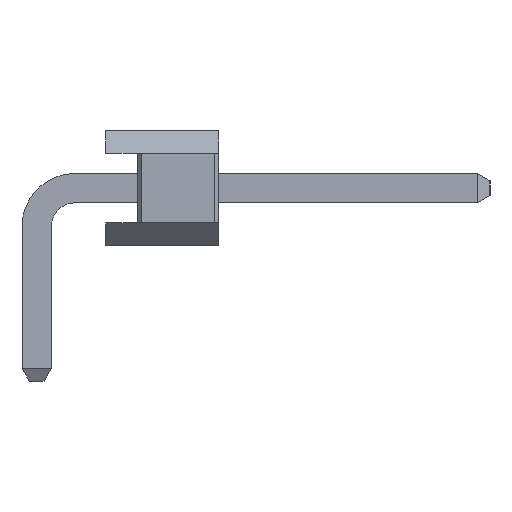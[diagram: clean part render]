
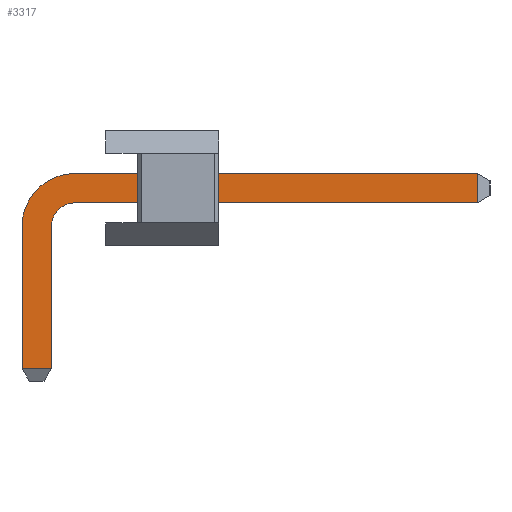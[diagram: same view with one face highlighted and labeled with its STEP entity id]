
A CAD part, left-side view. The second image highlights one B-rep face of the part: STEP entity #3317.
In plain terms, the highlighted planar face has unit normal (-1, 0, 0).
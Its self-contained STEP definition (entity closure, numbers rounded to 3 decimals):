
#3317=ADVANCED_FACE('',(#5891),#5893,.T.);
#5891=FACE_BOUND('',#5892,.T.);
#5892=EDGE_LOOP('',(#7574,#7575,#7576,#7577,#7578,#7579,#7580,#7581));
#5893=PLANE('',#5894);
#5894=AXIS2_PLACEMENT_3D('',#5895,#5896,#5897);
#5895=CARTESIAN_POINT('',(-0.325,-1.525,1.595));
#5896=DIRECTION('',(-1.,-0.,0.));
#5897=DIRECTION('',(0.,0.,-1.));
#7574=ORIENTED_EDGE('',*,*,#8432,.F.);
#7575=ORIENTED_EDGE('',*,*,#8434,.F.);
#7576=ORIENTED_EDGE('',*,*,#8435,.F.);
#7577=ORIENTED_EDGE('',*,*,#8436,.T.);
#7578=ORIENTED_EDGE('',*,*,#8437,.F.);
#7579=ORIENTED_EDGE('',*,*,#8438,.F.);
#7580=ORIENTED_EDGE('',*,*,#8439,.T.);
#7581=ORIENTED_EDGE('',*,*,#8424,.T.);
#8424=EDGE_CURVE('',#9714,#9706,#9715,.T.);
#8432=EDGE_CURVE('',#9727,#9706,#9728,.T.);
#8434=EDGE_CURVE('',#9730,#9727,#9731,.T.);
#8435=EDGE_CURVE('',#9732,#9730,#9733,.T.);
#8436=EDGE_CURVE('',#9732,#9734,#9735,.T.);
#8437=EDGE_CURVE('',#9736,#9734,#9737,.T.);
#8438=EDGE_CURVE('',#9738,#9736,#9739,.T.);
#8439=EDGE_CURVE('',#9738,#9714,#9740,.T.);
#9706=VERTEX_POINT('',#12624);
#9714=VERTEX_POINT('',#12640);
#9715=LINE('',#12641,#12642);
#9727=VERTEX_POINT('',#12669);
#9728=LINE('',#12670,#12671);
#9730=VERTEX_POINT('',#12676);
#9731=LINE('',#12677,#12678);
#9732=VERTEX_POINT('',#12680);
#9733=CIRCLE('',#12681,0.52);
#9734=VERTEX_POINT('',#12685);
#9735=LINE('',#12686,#12687);
#9736=VERTEX_POINT('',#12689);
#9737=LINE('',#12690,#12691);
#9738=VERTEX_POINT('',#12693);
#9739=LINE('',#12694,#12695);
#9740=CIRCLE('',#12697,1.17);
#12624=CARTESIAN_POINT('',(-0.325,0.325,-2.719));
#12640=CARTESIAN_POINT('',(-0.325,0.325,0.425));
#12641=CARTESIAN_POINT('',(-0.325,0.325,0.425));
#12642=VECTOR('',#12643,1.);
#12643=DIRECTION('',(0.,0.,-1.));
#12669=CARTESIAN_POINT('',(-0.325,-0.325,-2.719));
#12670=CARTESIAN_POINT('',(-0.325,-0.325,-2.719));
#12671=VECTOR('',#12672,1.);
#12672=DIRECTION('',(0.,1.,0.));
#12676=CARTESIAN_POINT('',(-0.325,-0.325,0.425));
#12677=CARTESIAN_POINT('',(-0.325,-0.325,0.425));
#12678=VECTOR('',#12679,1.);
#12679=DIRECTION('',(0.,0.,-1.));
#12680=CARTESIAN_POINT('',(-0.325,-0.845,0.945));
#12681=AXIS2_PLACEMENT_3D('',#12682,#12683,#12684);
#12682=CARTESIAN_POINT('',(-0.325,-0.845,0.425));
#12683=DIRECTION('',(-1.,0.,0.));
#12684=DIRECTION('',(0.,0.,1.));
#12685=CARTESIAN_POINT('',(-0.325,-9.744,0.945));
#12686=CARTESIAN_POINT('',(-0.325,-0.845,0.945));
#12687=VECTOR('',#12688,1.);
#12688=DIRECTION('',(0.,-1.,0.));
#12689=CARTESIAN_POINT('',(-0.325,-9.744,1.595));
#12690=CARTESIAN_POINT('',(-0.325,-9.744,1.595));
#12691=VECTOR('',#12692,1.);
#12692=DIRECTION('',(0.,0.,-1.));
#12693=CARTESIAN_POINT('',(-0.325,-0.845,1.595));
#12694=CARTESIAN_POINT('',(-0.325,-0.845,1.595));
#12695=VECTOR('',#12696,1.);
#12696=DIRECTION('',(0.,-1.,0.));
#12697=AXIS2_PLACEMENT_3D('',#12698,#12699,#12700);
#12698=CARTESIAN_POINT('',(-0.325,-0.845,0.425));
#12699=DIRECTION('',(-1.,0.,0.));
#12700=DIRECTION('',(0.,0.,1.));
